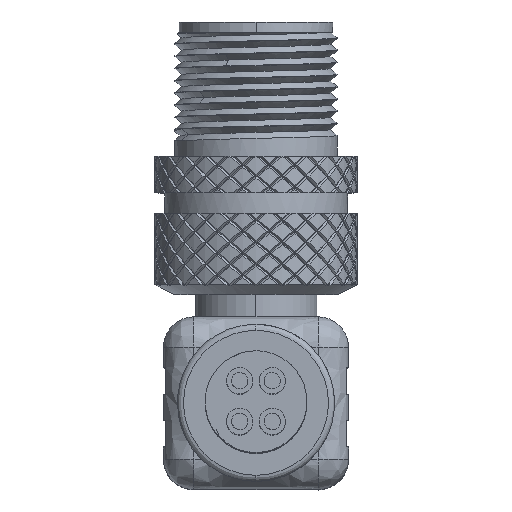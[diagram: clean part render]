
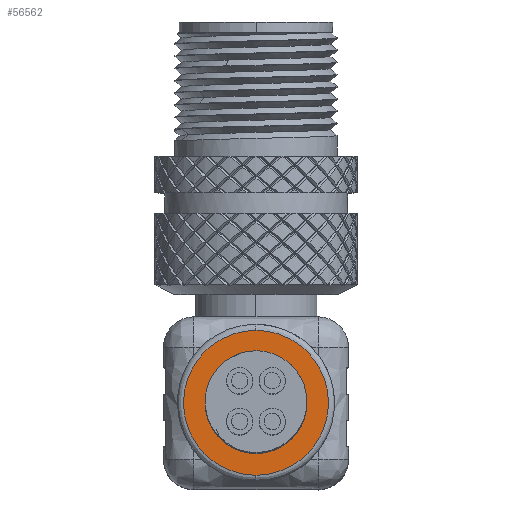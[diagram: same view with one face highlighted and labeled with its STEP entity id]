
A CAD part, top view. The second image highlights one B-rep face of the part: STEP entity #56562.
In plain terms, the highlighted free-form (B-spline) face has degree [1, 1] with [2, 2] control points.
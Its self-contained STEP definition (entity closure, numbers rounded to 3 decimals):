
#56496=CARTESIAN_POINT('',(0.,-7.915,20.));
#56497=VERTEX_POINT('',#56496);
#56505=CARTESIAN_POINT('',(0.,-0.795,20.));
#56506=VERTEX_POINT('',#56505);
#56513=CARTESIAN_POINT('',(0.,-0.795,20.));
#56514=CARTESIAN_POINT('',(3.56,-0.795,20.));
#56515=CARTESIAN_POINT('',(3.56,-4.355,20.));
#56516=CARTESIAN_POINT('',(3.56,-7.915,20.));
#56517=CARTESIAN_POINT('',(0.,-7.915,20.));
#56518=(BOUNDED_CURVE()B_SPLINE_CURVE(2,(#56513,#56514,#56515,#56516,#56517),.CIRCULAR_ARC.,.F.,.U.)B_SPLINE_CURVE_WITH_KNOTS((3,2,3),(0.,0.5,1.),.UNSPECIFIED.)CURVE()GEOMETRIC_REPRESENTATION_ITEM()RATIONAL_B_SPLINE_CURVE((1.,0.707,1.,0.707,1.))REPRESENTATION_ITEM(''));
#56519=EDGE_CURVE('',#56506,#56497,#56518,.T.);
#56524=CARTESIAN_POINT('',(-10.069,5.714,20.));
#56525=CARTESIAN_POINT('',(10.069,5.714,20.));
#56526=CARTESIAN_POINT('',(-10.069,-14.424,20.));
#56527=CARTESIAN_POINT('',(10.069,-14.424,20.));
#56528=B_SPLINE_SURFACE_WITH_KNOTS('',1,1,((#56524,#56525),(#56526,#56527)),.PLANE_SURF.,.F.,.F.,.U.,(2,2),(2,2),(0.,1.),(0.,1.),.UNSPECIFIED.);
#56529=CARTESIAN_POINT('',(0.,-0.795,20.));
#56530=CARTESIAN_POINT('',(-3.56,-0.795,20.));
#56531=CARTESIAN_POINT('',(-3.56,-4.355,20.));
#56532=CARTESIAN_POINT('',(-3.56,-7.915,20.));
#56533=CARTESIAN_POINT('',(0.,-7.915,20.));
#56534=(BOUNDED_CURVE()B_SPLINE_CURVE(2,(#56529,#56530,#56531,#56532,#56533),.CIRCULAR_ARC.,.F.,.U.)B_SPLINE_CURVE_WITH_KNOTS((3,2,3),(0.,0.5,1.),.UNSPECIFIED.)CURVE()GEOMETRIC_REPRESENTATION_ITEM()RATIONAL_B_SPLINE_CURVE((1.,0.707,1.,0.707,1.))REPRESENTATION_ITEM(''));
#56535=EDGE_CURVE('',#56506,#56497,#56534,.T.);
#56536=ORIENTED_EDGE('',*,*,#56535,.T.);
#56537=ORIENTED_EDGE('',*,*,#56519,.F.);
#56538=EDGE_LOOP('',(#56536,#56537));
#56539=FACE_OUTER_BOUND('',#56538,.T.);
#56540=CARTESIAN_POINT('',(0.,-6.85,20.));
#56541=VERTEX_POINT('',#56540);
#56542=CARTESIAN_POINT('',(0.,-1.85,20.));
#56543=VERTEX_POINT('',#56542);
#56544=CARTESIAN_POINT('',(0.,-6.85,20.));
#56545=CARTESIAN_POINT('',(-2.5,-6.85,20.));
#56546=CARTESIAN_POINT('',(-2.5,-4.35,20.));
#56547=CARTESIAN_POINT('',(-2.5,-1.85,20.));
#56548=CARTESIAN_POINT('',(0.,-1.85,20.));
#56549=(BOUNDED_CURVE()B_SPLINE_CURVE(2,(#56544,#56545,#56546,#56547,#56548),.CIRCULAR_ARC.,.F.,.U.)B_SPLINE_CURVE_WITH_KNOTS((3,2,3),(0.,0.5,1.),.UNSPECIFIED.)CURVE()GEOMETRIC_REPRESENTATION_ITEM()RATIONAL_B_SPLINE_CURVE((1.,0.707,1.,0.707,1.))REPRESENTATION_ITEM(''));
#56550=EDGE_CURVE('',#56541,#56543,#56549,.T.);
#56551=ORIENTED_EDGE('',*,*,#56550,.T.);
#56552=CARTESIAN_POINT('',(0.,-1.85,20.));
#56553=CARTESIAN_POINT('',(2.5,-1.85,20.));
#56554=CARTESIAN_POINT('',(2.5,-4.35,20.));
#56555=CARTESIAN_POINT('',(2.5,-6.85,20.));
#56556=CARTESIAN_POINT('',(0.,-6.85,20.));
#56557=(BOUNDED_CURVE()B_SPLINE_CURVE(2,(#56552,#56553,#56554,#56555,#56556),.CIRCULAR_ARC.,.F.,.U.)B_SPLINE_CURVE_WITH_KNOTS((3,2,3),(0.,0.5,1.),.UNSPECIFIED.)CURVE()GEOMETRIC_REPRESENTATION_ITEM()RATIONAL_B_SPLINE_CURVE((1.,0.707,1.,0.707,1.))REPRESENTATION_ITEM(''));
#56558=EDGE_CURVE('',#56543,#56541,#56557,.T.);
#56559=ORIENTED_EDGE('',*,*,#56558,.T.);
#56560=EDGE_LOOP('',(#56551,#56559));
#56561=FACE_BOUND('',#56560,.T.);
#56562=ADVANCED_FACE('',(#56539,#56561),#56528,.T.);
